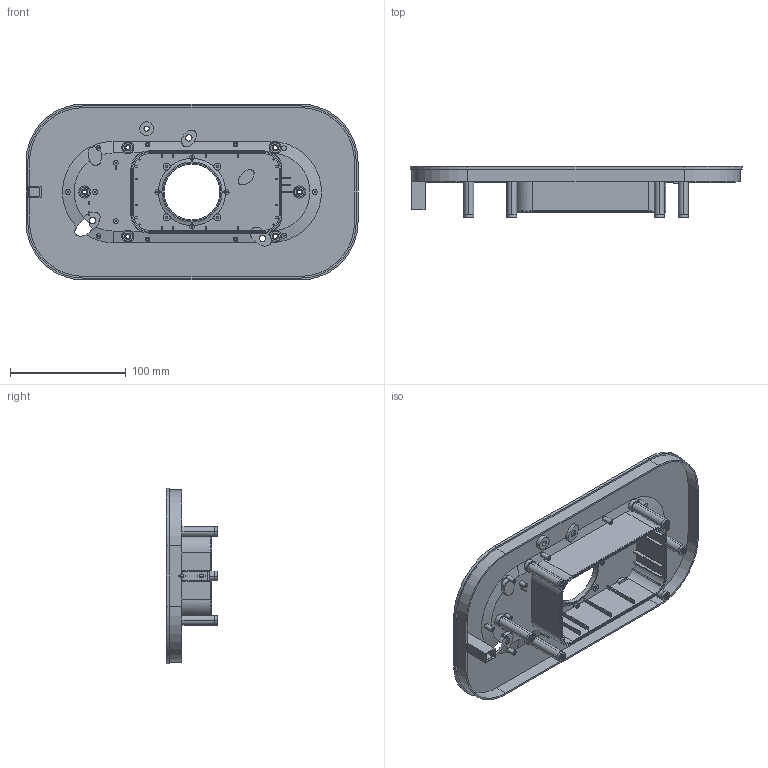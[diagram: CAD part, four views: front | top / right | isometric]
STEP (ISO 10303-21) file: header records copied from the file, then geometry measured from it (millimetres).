
FILE_DESCRIPTION((''),'2;1');
FILE_NAME('LAMP_BOTTOM_36','2021-06-29T',('User'),(''),'CREO PARAMETRIC BY PTC INC, 2014350','CREO PARAMETRIC BY PTC INC, 2014350','');
FILE_SCHEMA(('AUTOMOTIVE_DESIGN { 1 0 10303 214 1 1 1 1 }'));
Length unit declared in the file: millimetre
Products named in the file (1): LAMP_BOTTOM_36
Bounding box: 287 x 44.5 x 152 mm (x, y, z)
Volume: 152469.5 mm3; surface area: 150054.7 mm2
Topology: 1 solids, 1 shells, 648 faces, 1757 edges, 1166 vertices
Faces by surface type: plane 340, cylinder 229, extrusion 54, cone 23, torus 2
Entity records: 27098 total; most frequent: CARTESIAN_POINT 5310, ORIENTED_EDGE 3514, DIRECTION 3256, PRESENTATION_STYLE_ASSIGNMENT 1758, STYLED_ITEM 1758, CURVE_STYLE 1757, EDGE_CURVE 1757, VERTEX_POINT 1166
